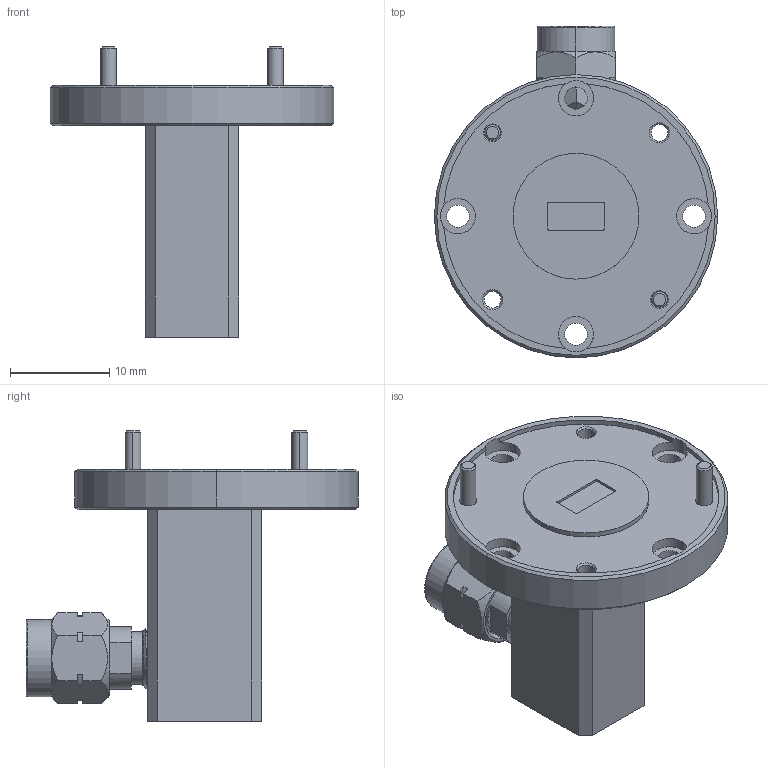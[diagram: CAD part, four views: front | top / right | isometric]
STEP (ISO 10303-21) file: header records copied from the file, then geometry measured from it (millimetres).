
FILE_DESCRIPTION (( 'STEP AP214' ), '1' );
FILE_NAME ('WC-QR-A, Male.STEP', '2023-03-24T20:10:33', ( '' ), ( '' ), 'SwSTEP 2.0', 'SolidWorks 2021', '' );
FILE_SCHEMA (( 'AUTOMOTIVE_DESIGN' ));
Length unit declared in the file: inch
Products named in the file (1): WC-QR-A, Male
Bounding box: 28.57 x 33.49 x 29.27 mm (x, y, z)
Volume: 4956.3 mm3; surface area: 3415.3 mm2
Topology: 4 solids, 4 shells, 176 faces, 420 edges, 262 vertices
Faces by surface type: cylinder 73, plane 56, cone 40, bspline 7
Entity records: 6618 total; most frequent: CARTESIAN_POINT 2351, DIRECTION 920, ORIENTED_EDGE 840, EDGE_CURVE 420, AXIS2_PLACEMENT_3D 359, VERTEX_POINT 262, EDGE_LOOP 204, LINE 202
